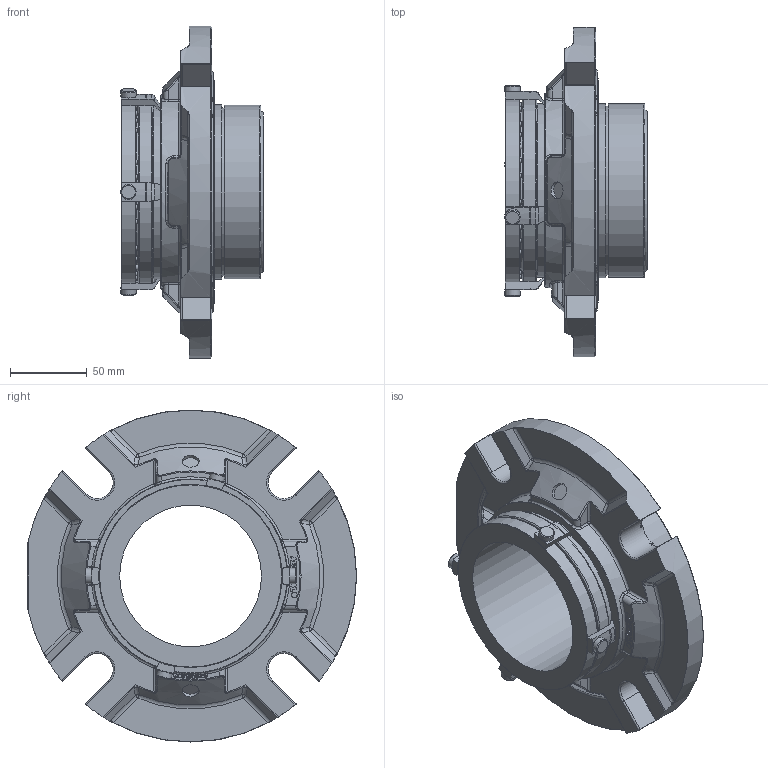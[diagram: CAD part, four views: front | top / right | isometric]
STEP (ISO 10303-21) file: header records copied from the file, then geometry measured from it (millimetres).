
FILE_DESCRIPTION(/* description */ ('Unknown'),/* implementation_level */ '2;1');
FILE_NAME(/* name */ '3.625 CDP SEAL ARRANGEMENT',/* time_stamp */ '2023-05-03T11:45:26-04:00',/* author */ ('Unknown'),/* organization */ ('Unknown'),/* preprocessor_version */ 'ST-DEVELOPER v18.102',/* originating_system */ 'Solid Edge',/* authorisation */ 'Unknown');
FILE_SCHEMA (('AUTOMOTIVE_DESIGN {1 0 10303 214 3 1 1}'));
Length unit declared in the file: millimetre
Products named in the file (1): 3213919-3.625 CDP SEAL ARRANGEMENT
Bounding box: 92.63 x 213.82 x 215.65 mm (x, y, z)
Volume: 830650.1 mm3; surface area: 134351.7 mm2
Topology: 1 solids, 1 shells, 753 faces, 1903 edges, 1176 vertices
Faces by surface type: plane 228, cylinder 203, torus 126, bspline 121, sphere 40, cone 35
Full cylindrical faces by diameter (mm): 2.87 x24, 3.175 x2, 3.761 x1, 10 x4, 10.998 x2, 92.075 x1, 104.75 x1, 106.756 x1, 109.753 x1, 112.598 x1, 112.7 x1, 113.03 x1, 118.897 x1, 145.466 x1
Entity records: 25558 total; most frequent: CARTESIAN_POINT 9270, ORIENTED_EDGE 3518, DIRECTION 3095, EDGE_CURVE 1759, AXIS2_PLACEMENT_3D 1312, VERTEX_POINT 1132, EDGE_LOOP 891, FACE_BOUND 891
